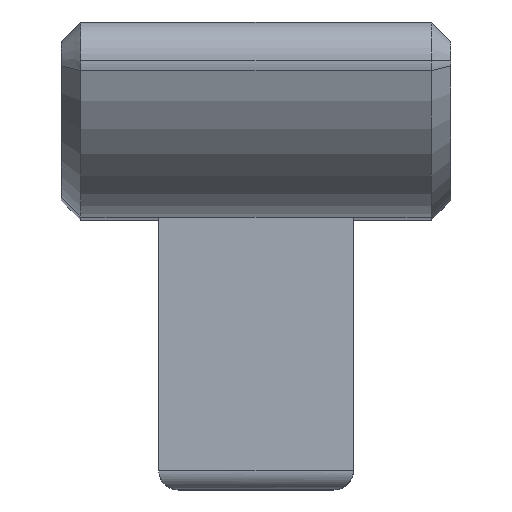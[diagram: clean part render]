
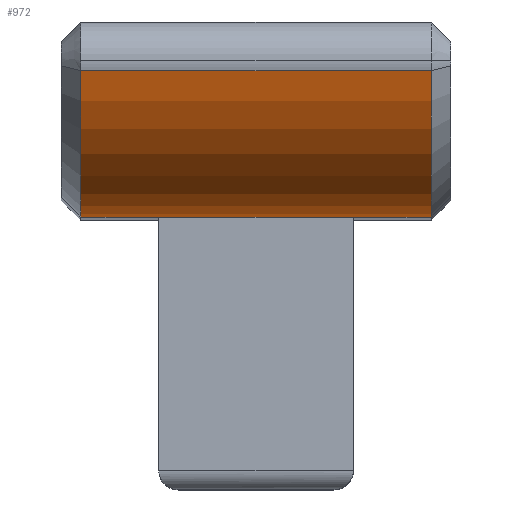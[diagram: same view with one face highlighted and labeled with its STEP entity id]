
A CAD part, top view. The second image highlights one B-rep face of the part: STEP entity #972.
In plain terms, the highlighted cylindrical face has radius 10 mm (diameter 20 mm), a partial arc.
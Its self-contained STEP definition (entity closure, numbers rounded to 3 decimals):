
#22 = VERTEX_POINT ( 'NONE', #935 ) ;
#49 = CARTESIAN_POINT ( 'NONE',  ( 1., 0., -10. ) ) ;
#84 = CIRCLE ( 'NONE', #1051, 10. ) ;
#96 = VERTEX_POINT ( 'NONE', #597 ) ;
#109 = DIRECTION ( 'NONE',  ( -1., 0., 0. ) ) ;
#129 = EDGE_CURVE ( 'NONE', #926, #802, #861, .T. ) ;
#134 = ORIENTED_EDGE ( 'NONE', *, *, #631, .F. ) ;
#156 = DIRECTION ( 'NONE',  ( 1., 0., 0. ) ) ;
#192 = DIRECTION ( 'NONE',  ( -1., 0., 0. ) ) ;
#205 = LINE ( 'NONE', #991, #747 ) ;
#296 = CARTESIAN_POINT ( 'NONE',  ( 0., 0., -10. ) ) ;
#304 = VERTEX_POINT ( 'NONE', #837 ) ;
#319 = AXIS2_PLACEMENT_3D ( 'NONE', #586, #156, #419 ) ;
#373 = CARTESIAN_POINT ( 'NONE',  ( 0., 10., -10. ) ) ;
#375 = EDGE_CURVE ( 'NONE', #96, #304, #84, .T. ) ;
#379 = VECTOR ( 'NONE', #109, 1000. ) ;
#404 = CARTESIAN_POINT ( 'NONE',  ( 19., 10., -10. ) ) ;
#419 = DIRECTION ( 'NONE',  ( 0., 0., -1. ) ) ;
#479 = LINE ( 'NONE', #639, #728 ) ;
#507 = LINE ( 'NONE', #956, #379 ) ;
#517 = CARTESIAN_POINT ( 'NONE',  ( 1., 7.5, -0.318 ) ) ;
#568 = ORIENTED_EDGE ( 'NONE', *, *, #129, .T. ) ;
#586 = CARTESIAN_POINT ( 'NONE',  ( 1., 10., -10. ) ) ;
#597 = CARTESIAN_POINT ( 'NONE',  ( 19., 0., -10. ) ) ;
#598 = AXIS2_PLACEMENT_3D ( 'NONE', #373, #1143, #693 ) ;
#631 = EDGE_CURVE ( 'NONE', #22, #802, #905, .T. ) ;
#639 = CARTESIAN_POINT ( 'NONE',  ( 5., 0., -10. ) ) ;
#644 = EDGE_CURVE ( 'NONE', #304, #926, #205, .T. ) ;
#693 = DIRECTION ( 'NONE',  ( 0., 0., 1. ) ) ;
#709 = VECTOR ( 'NONE', #1098, 1000. ) ;
#727 = ORIENTED_EDGE ( 'NONE', *, *, #923, .F. ) ;
#728 = VECTOR ( 'NONE', #915, 1000. ) ;
#731 = ORIENTED_EDGE ( 'NONE', *, *, #644, .T. ) ;
#742 = EDGE_LOOP ( 'NONE', ( #727, #783, #731, #568, #134, #1136 ) ) ;
#747 = VECTOR ( 'NONE', #192, 1000. ) ;
#765 = VERTEX_POINT ( 'NONE', #836 ) ;
#783 = ORIENTED_EDGE ( 'NONE', *, *, #375, .T. ) ;
#802 = VERTEX_POINT ( 'NONE', #49 ) ;
#836 = CARTESIAN_POINT ( 'NONE',  ( 15., 0., -10. ) ) ;
#837 = CARTESIAN_POINT ( 'NONE',  ( 19., 7.5, -0.318 ) ) ;
#861 = CIRCLE ( 'NONE', #319, 10. ) ;
#905 = LINE ( 'NONE', #296, #709 ) ;
#915 = DIRECTION ( 'NONE',  ( -1., 0., 0. ) ) ;
#923 = EDGE_CURVE ( 'NONE', #96, #765, #507, .T. ) ;
#926 = VERTEX_POINT ( 'NONE', #517 ) ;
#935 = CARTESIAN_POINT ( 'NONE',  ( 5., 0., -10. ) ) ;
#956 = CARTESIAN_POINT ( 'NONE',  ( 0., 0., -10. ) ) ;
#972 = ADVANCED_FACE ( 'NONE', ( #974 ), #1057, .T. ) ;
#974 = FACE_OUTER_BOUND ( 'NONE', #742, .T. ) ;
#991 = CARTESIAN_POINT ( 'NONE',  ( 0., 7.5, -0.318 ) ) ;
#1034 = DIRECTION ( 'NONE',  ( 0., 0., 1. ) ) ;
#1051 = AXIS2_PLACEMENT_3D ( 'NONE', #404, #1115, #1034 ) ;
#1057 = CYLINDRICAL_SURFACE ( 'NONE', #598, 10. ) ;
#1098 = DIRECTION ( 'NONE',  ( -1., 0., 0. ) ) ;
#1106 = EDGE_CURVE ( 'NONE', #765, #22, #479, .T. ) ;
#1115 = DIRECTION ( 'NONE',  ( -1., 0., 0. ) ) ;
#1136 = ORIENTED_EDGE ( 'NONE', *, *, #1106, .F. ) ;
#1143 = DIRECTION ( 'NONE',  ( -1., 0., 0. ) ) ;
